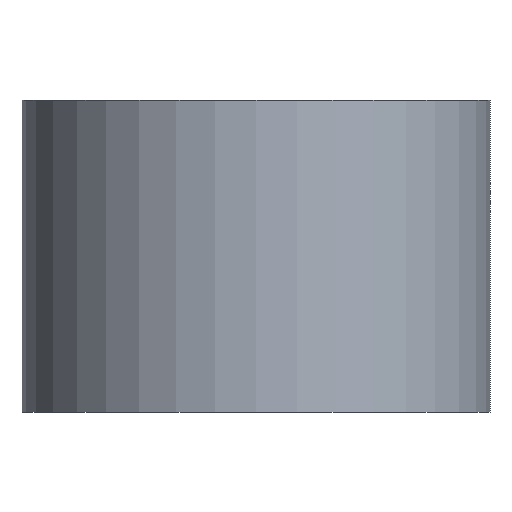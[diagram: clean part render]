
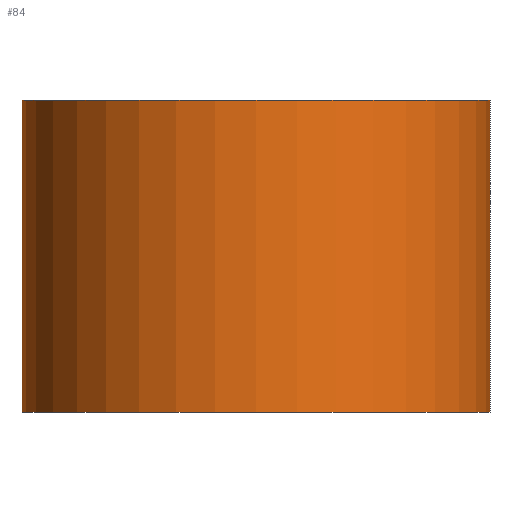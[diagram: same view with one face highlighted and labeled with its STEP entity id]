
A CAD part, front view. The second image highlights one B-rep face of the part: STEP entity #84.
In plain terms, the highlighted cylindrical face has radius 7.5 mm (diameter 15 mm), a full revolution.
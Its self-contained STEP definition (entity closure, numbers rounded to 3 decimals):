
#18=CIRCLE('',#107,7.5);
#19=CIRCLE('',#108,7.5);
#21=CYLINDRICAL_SURFACE('',#106,7.5);
#24=FACE_OUTER_BOUND('',#30,.T.);
#30=EDGE_LOOP('',(#68,#69,#70,#71));
#39=LINE('',#156,#44);
#44=VECTOR('',#130,7.5);
#49=VERTEX_POINT('',#153);
#50=VERTEX_POINT('',#155);
#57=EDGE_CURVE('',#49,#49,#18,.T.);
#58=EDGE_CURVE('',#49,#50,#39,.T.);
#59=EDGE_CURVE('',#50,#50,#19,.T.);
#68=ORIENTED_EDGE('',*,*,#57,.F.);
#69=ORIENTED_EDGE('',*,*,#58,.T.);
#70=ORIENTED_EDGE('',*,*,#59,.T.);
#71=ORIENTED_EDGE('',*,*,#58,.F.);
#84=ADVANCED_FACE('',(#24),#21,.T.);
#106=AXIS2_PLACEMENT_3D('',#152,#126,#127);
#107=AXIS2_PLACEMENT_3D('',#154,#128,#129);
#108=AXIS2_PLACEMENT_3D('',#157,#131,#132);
#126=DIRECTION('center_axis',(0.,0.,1.));
#127=DIRECTION('ref_axis',(1.,0.,0.));
#128=DIRECTION('center_axis',(0.,0.,1.));
#129=DIRECTION('ref_axis',(1.,0.,0.));
#130=DIRECTION('',(0.,0.,-1.));
#131=DIRECTION('center_axis',(0.,0.,1.));
#132=DIRECTION('ref_axis',(1.,0.,0.));
#152=CARTESIAN_POINT('Origin',(0.,0.,0.));
#153=CARTESIAN_POINT('',(-7.5,0.,10.));
#154=CARTESIAN_POINT('Origin',(0.,0.,10.));
#155=CARTESIAN_POINT('',(-7.5,0.,0.));
#156=CARTESIAN_POINT('',(-7.5,0.,0.));
#157=CARTESIAN_POINT('Origin',(0.,0.,0.));
